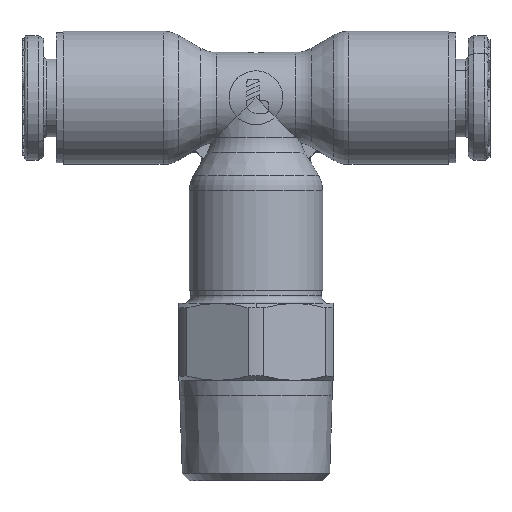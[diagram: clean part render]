
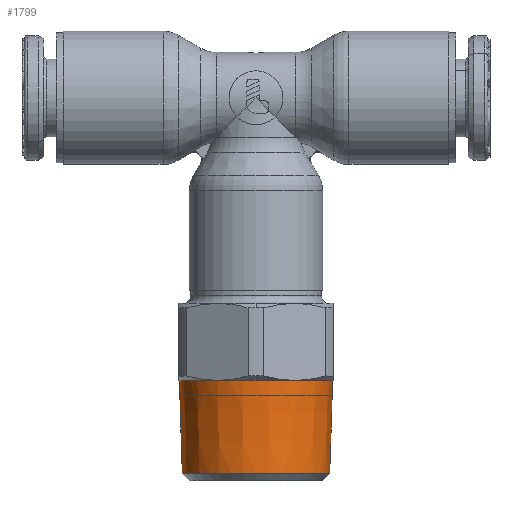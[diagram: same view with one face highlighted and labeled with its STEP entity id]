
A CAD part, top view. The second image highlights one B-rep face of the part: STEP entity #1799.
In plain terms, the highlighted conical face has half-angle 1.79 degrees and reference radius 4.879 mm.
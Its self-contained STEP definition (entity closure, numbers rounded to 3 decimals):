
#1799=ADVANCED_FACE('',(#4793),#4794,.T.);
#4793=FACE_OUTER_BOUND('',#11416,.T.);
#4794=CONICAL_SURFACE('',#11417,4.879,0.031);
#11416=EDGE_LOOP('',(#23154,#23155,#23156,#23157));
#11417=AXIS2_PLACEMENT_3D('',#23158,#23159,#23160);
#23154=ORIENTED_EDGE('',*,*,#27409,.T.);
#23155=ORIENTED_EDGE('',*,*,#27411,.F.);
#23156=ORIENTED_EDGE('',*,*,#27412,.F.);
#23157=ORIENTED_EDGE('',*,*,#27413,.T.);
#23158=CARTESIAN_POINT('',(0.0,-21.366,0.0));
#23159=DIRECTION('',(-0.0,1.0,-0.0));
#23160=DIRECTION('',(1.0,0.0,0.0));
#27409=EDGE_CURVE('',#33577,#33576,#33579,.T.);
#27411=EDGE_CURVE('',#33581,#33576,#33582,.T.);
#27412=EDGE_CURVE('',#33583,#33581,#33584,.T.);
#27413=EDGE_CURVE('',#33583,#33577,#33585,.T.);
#33576=VERTEX_POINT('',#47567);
#33577=VERTEX_POINT('',#47568);
#33579=CIRCLE('',#47570,4.973);
#33581=VERTEX_POINT('',#47572);
#33582=LINE('',#47573,#47574);
#33583=VERTEX_POINT('',#47575);
#33584=CIRCLE('',#47576,4.785);
#33585=LINE('',#47577,#47578);
#47567=CARTESIAN_POINT('',(-4.973,-18.35,0.0));
#47568=CARTESIAN_POINT('',(4.973,-18.35,0.0));
#47570=AXIS2_PLACEMENT_3D('',#52930,#52931,#52932);
#47572=CARTESIAN_POINT('',(-4.785,-24.382,0.0));
#47573=CARTESIAN_POINT('',(-4.785,-24.382,0.0));
#47574=VECTOR('',#52936,6.035);
#47575=CARTESIAN_POINT('',(4.785,-24.382,0.0));
#47576=AXIS2_PLACEMENT_3D('',#52937,#52938,#52939);
#47577=CARTESIAN_POINT('',(4.785,-24.382,0.0));
#47578=VECTOR('',#52940,6.035);
#52930=CARTESIAN_POINT('',(0.0,-18.35,0.0));
#52931=DIRECTION('',(0.0,-1.0,0.0));
#52932=DIRECTION('',(1.0,0.0,0.0));
#52936=DIRECTION('',(-0.031,1.,0.0));
#52937=CARTESIAN_POINT('',(0.0,-24.382,0.0));
#52938=DIRECTION('',(0.0,-1.0,0.0));
#52939=DIRECTION('',(1.0,0.0,0.0));
#52940=DIRECTION('',(0.031,1.,0.0));
